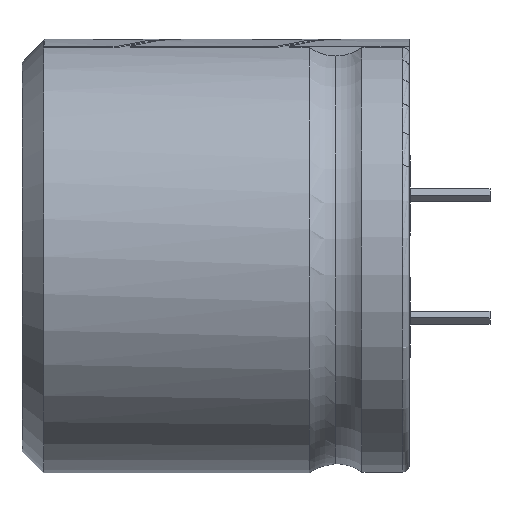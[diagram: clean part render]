
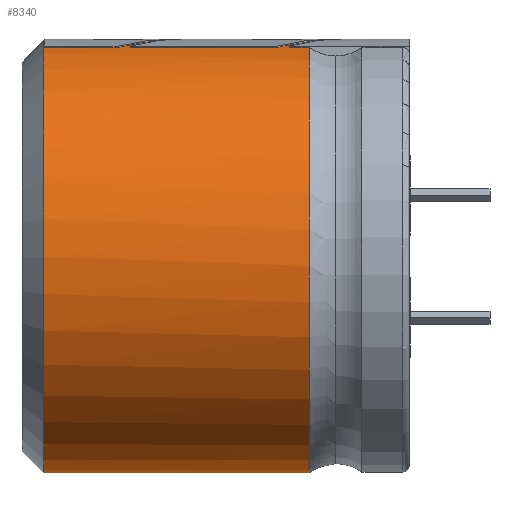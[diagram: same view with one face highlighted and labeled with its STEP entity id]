
A CAD part, left-side view. The second image highlights one B-rep face of the part: STEP entity #8340.
In plain terms, the highlighted cylindrical face has radius 17.65 mm (diameter 35.3 mm), a partial arc.
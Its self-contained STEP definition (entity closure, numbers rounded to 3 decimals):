
#78 = VERTEX_POINT ( 'NONE', #8157 ) ;
#178 = ORIENTED_EDGE ( 'NONE', *, *, #12984, .T. ) ;
#208 = LINE ( 'NONE', #2588, #9785 ) ;
#400 = FACE_OUTER_BOUND ( 'NONE', #1378, .T. ) ;
#426 = LINE ( 'NONE', #4069, #10257 ) ;
#565 = CARTESIAN_POINT ( 'NONE',  ( -4.463, 32.893, 17.077 ) ) ;
#587 = CARTESIAN_POINT ( 'NONE',  ( -4.463, 32.893, 17.077 ) ) ;
#809 = CARTESIAN_POINT ( 'NONE',  ( 0., 14.224, 17.65 ) ) ;
#881 = CARTESIAN_POINT ( 'NONE',  ( -4.463, 24.687, 17.077 ) ) ;
#1040 = DIRECTION ( 'NONE',  ( 0., 1., 0. ) ) ;
#1378 = EDGE_LOOP ( 'NONE', ( #1845, #3061, #6289, #13840, #14115, #15122, #14052, #4324, #1501, #3028, #13380, #14588, #178, #12750 ) ) ;
#1411 = DIRECTION ( 'NONE',  ( 0., 1., 0. ) ) ;
#1461 = VERTEX_POINT ( 'NONE', #7949 ) ;
#1501 = ORIENTED_EDGE ( 'NONE', *, *, #3106, .T. ) ;
#1632 = CIRCLE ( 'NONE', #13297, 17.65 ) ;
#1722 = CIRCLE ( 'NONE', #4764, 17.65 ) ;
#1845 = ORIENTED_EDGE ( 'NONE', *, *, #12895, .F. ) ;
#2338 = EDGE_CURVE ( 'NONE', #14257, #10060, #3930, .T. ) ;
#2588 = CARTESIAN_POINT ( 'NONE',  ( 0., 32.893, -17.65 ) ) ;
#2621 = CARTESIAN_POINT ( 'NONE',  ( 0., 13.224, 17.65 ) ) ;
#3028 = ORIENTED_EDGE ( 'NONE', *, *, #2338, .T. ) ;
#3035 = CARTESIAN_POINT ( 'NONE',  ( 0., 24.758, -17.65 ) ) ;
#3061 = ORIENTED_EDGE ( 'NONE', *, *, #8945, .T. ) ;
#3106 = EDGE_CURVE ( 'NONE', #3999, #14257, #6113, .T. ) ;
#3155 = CARTESIAN_POINT ( 'NONE',  ( -4.463, 3.075, 17.077 ) ) ;
#3414 =( BOUNDED_CURVE ( )  B_SPLINE_CURVE ( 3, ( #6662, #12644, #11234, #11311 ),
 .UNSPECIFIED., .F., .T. ) 
 B_SPLINE_CURVE_WITH_KNOTS ( ( 4, 4 ),
 ( 1.315, 1.409 ),
 .UNSPECIFIED. ) 
 CURVE ( )  GEOMETRIC_REPRESENTATION_ITEM ( )  RATIONAL_B_SPLINE_CURVE ( ( 1., 0.999, 0.999, 1. ) ) 
 REPRESENTATION_ITEM ( '' )  );
#3508 = CARTESIAN_POINT ( 'NONE',  ( -4.463, 4.687, 17.077 ) ) ;
#3586 = EDGE_CURVE ( 'NONE', #5409, #11212, #6377, .T. ) ;
#3619 = CARTESIAN_POINT ( 'NONE',  ( 0., 3.075, -17.65 ) ) ;
#3780 = CARTESIAN_POINT ( 'NONE',  ( -4.463, 5.687, 17.077 ) ) ;
#3794 = CARTESIAN_POINT ( 'NONE',  ( 0., 32.893, 0. ) ) ;
#3930 =( BOUNDED_CURVE ( )  B_SPLINE_CURVE ( 3, ( #809, #9527, #10817, #15497 ),
 .UNSPECIFIED., .F., .T. ) 
 B_SPLINE_CURVE_WITH_KNOTS ( ( 4, 4 ),
 ( 4.712, 4.968 ),
 .UNSPECIFIED. ) 
 CURVE ( )  GEOMETRIC_REPRESENTATION_ITEM ( )  RATIONAL_B_SPLINE_CURVE ( ( 1., 0.995, 0.995, 1. ) ) 
 REPRESENTATION_ITEM ( '' )  );
#3999 = VERTEX_POINT ( 'NONE', #11722 ) ;
#4069 = CARTESIAN_POINT ( 'NONE',  ( -4.463, 32.893, 17.077 ) ) ;
#4097 = CARTESIAN_POINT ( 'NONE',  ( 0., 24.758, 17.65 ) ) ;
#4324 = ORIENTED_EDGE ( 'NONE', *, *, #10282, .T. ) ;
#4541 = VERTEX_POINT ( 'NONE', #3619 ) ;
#4764 = AXIS2_PLACEMENT_3D ( 'NONE', #8952, #13796, #7756 ) ;
#4804 = CARTESIAN_POINT ( 'NONE',  ( 0., 32.893, 17.65 ) ) ;
#5059 = CARTESIAN_POINT ( 'NONE',  ( 0., 32.893, 17.65 ) ) ;
#5062 = EDGE_CURVE ( 'NONE', #10060, #14816, #426, .T. ) ;
#5150 = CARTESIAN_POINT ( 'NONE',  ( 0., 24.687, 0. ) ) ;
#5409 = VERTEX_POINT ( 'NONE', #3035 ) ;
#5418 = DIRECTION ( 'NONE',  ( 0., 1., 0. ) ) ;
#5756 = VERTEX_POINT ( 'NONE', #3780 ) ;
#6113 = LINE ( 'NONE', #5059, #7109 ) ;
#6289 = ORIENTED_EDGE ( 'NONE', *, *, #6466, .T. ) ;
#6295 = DIRECTION ( 'NONE',  ( 0., 0., -1. ) ) ;
#6377 = CIRCLE ( 'NONE', #15211, 17.65 ) ;
#6466 = EDGE_CURVE ( 'NONE', #7233, #6805, #11290, .T. ) ;
#6658 = CIRCLE ( 'NONE', #10411, 17.65 ) ;
#6662 = CARTESIAN_POINT ( 'NONE',  ( -4.463, 4.687, 17.077 ) ) ;
#6805 = VERTEX_POINT ( 'NONE', #3508 ) ;
#6974 = VECTOR ( 'NONE', #11449, 1000. ) ;
#7109 = VECTOR ( 'NONE', #11021, 1000. ) ;
#7233 = VERTEX_POINT ( 'NONE', #3155 ) ;
#7662 = DIRECTION ( 'NONE',  ( 0., 0., 1. ) ) ;
#7733 = LINE ( 'NONE', #587, #8900 ) ;
#7756 = DIRECTION ( 'NONE',  ( 0., 0., 1. ) ) ;
#7897 = CARTESIAN_POINT ( 'NONE',  ( 0., 3.075, 0. ) ) ;
#7949 = CARTESIAN_POINT ( 'NONE',  ( -1.851, 3.075, 17.553 ) ) ;
#8112 = CARTESIAN_POINT ( 'NONE',  ( 0., 24.758, 0. ) ) ;
#8157 = CARTESIAN_POINT ( 'NONE',  ( 0., 24.687, 17.65 ) ) ;
#8236 = VERTEX_POINT ( 'NONE', #14294 ) ;
#8340 = ADVANCED_FACE ( 'NONE', ( #400 ), #13488, .T. ) ;
#8350 = DIRECTION ( 'NONE',  ( 0., 0., 1. ) ) ;
#8544 = DIRECTION ( 'NONE',  ( 0., 1., 0. ) ) ;
#8644 = DIRECTION ( 'NONE',  ( 0., 0., 1. ) ) ;
#8729 = CARTESIAN_POINT ( 'NONE',  ( -1.851, 3.075, 17.553 ) ) ;
#8884 = DIRECTION ( 'NONE',  ( 0., 1., 0. ) ) ;
#8900 = VECTOR ( 'NONE', #11547, 1000. ) ;
#8945 = EDGE_CURVE ( 'NONE', #4541, #7233, #1722, .T. ) ;
#8952 = CARTESIAN_POINT ( 'NONE',  ( 0., 3.075, 0. ) ) ;
#9030 = VECTOR ( 'NONE', #13224, 1000. ) ;
#9527 = CARTESIAN_POINT ( 'NONE',  ( -1.508, 15.732, 17.65 ) ) ;
#9785 = VECTOR ( 'NONE', #8544, 1000. ) ;
#9812 = CARTESIAN_POINT ( 'NONE',  ( -3.004, 16.228, 17.458 ) ) ;
#10001 = CARTESIAN_POINT ( 'NONE',  ( -4.463, 5.687, 17.077 ) ) ;
#10052 = CARTESIAN_POINT ( 'NONE',  ( -4.463, 17.687, 17.077 ) ) ;
#10060 = VERTEX_POINT ( 'NONE', #12453 ) ;
#10129 = DIRECTION ( 'NONE',  ( 0., 1., 0. ) ) ;
#10257 = VECTOR ( 'NONE', #5418, 1000. ) ;
#10282 = EDGE_CURVE ( 'NONE', #14770, #3999, #14982, .T. ) ;
#10411 = AXIS2_PLACEMENT_3D ( 'NONE', #7897, #10129, #7662 ) ;
#10817 = CARTESIAN_POINT ( 'NONE',  ( -3.004, 17.228, 17.458 ) ) ;
#10851 = EDGE_CURVE ( 'NONE', #1461, #5756, #14800, .T. ) ;
#10960 = CARTESIAN_POINT ( 'NONE',  ( -2.733, 3.957, 17.46 ) ) ;
#10965 = EDGE_CURVE ( 'NONE', #14816, #78, #1632, .T. ) ;
#11021 = DIRECTION ( 'NONE',  ( 0., 1., 0. ) ) ;
#11212 = VERTEX_POINT ( 'NONE', #4097 ) ;
#11234 = CARTESIAN_POINT ( 'NONE',  ( -3.393, 3.618, 17.329 ) ) ;
#11290 = LINE ( 'NONE', #565, #6974 ) ;
#11311 = CARTESIAN_POINT ( 'NONE',  ( -2.851, 3.075, 17.418 ) ) ;
#11449 = DIRECTION ( 'NONE',  ( 0., 1., 0. ) ) ;
#11547 = DIRECTION ( 'NONE',  ( 0., 1., 0. ) ) ;
#11722 = CARTESIAN_POINT ( 'NONE',  ( 0., 13.224, 17.65 ) ) ;
#12453 = CARTESIAN_POINT ( 'NONE',  ( -4.463, 18.687, 17.077 ) ) ;
#12644 = CARTESIAN_POINT ( 'NONE',  ( -3.931, 4.155, 17.215 ) ) ;
#12750 = ORIENTED_EDGE ( 'NONE', *, *, #3586, .F. ) ;
#12895 = EDGE_CURVE ( 'NONE', #4541, #5409, #208, .T. ) ;
#12984 = EDGE_CURVE ( 'NONE', #78, #11212, #14504, .T. ) ;
#13224 = DIRECTION ( 'NONE',  ( 0., 1., 0. ) ) ;
#13297 = AXIS2_PLACEMENT_3D ( 'NONE', #5150, #1411, #6295 ) ;
#13380 = ORIENTED_EDGE ( 'NONE', *, *, #5062, .T. ) ;
#13421 = CARTESIAN_POINT ( 'NONE',  ( -3.605, 4.829, 17.301 ) ) ;
#13472 = CARTESIAN_POINT ( 'NONE',  ( -1.508, 14.732, 17.65 ) ) ;
#13488 = CYLINDRICAL_SURFACE ( 'NONE', #14661, 17.65 ) ;
#13796 = DIRECTION ( 'NONE',  ( 0., 1., 0. ) ) ;
#13840 = ORIENTED_EDGE ( 'NONE', *, *, #13867, .T. ) ;
#13867 = EDGE_CURVE ( 'NONE', #6805, #8236, #3414, .T. ) ;
#14052 = ORIENTED_EDGE ( 'NONE', *, *, #14772, .T. ) ;
#14115 = ORIENTED_EDGE ( 'NONE', *, *, #14766, .T. ) ;
#14257 = VERTEX_POINT ( 'NONE', #14370 ) ;
#14294 = CARTESIAN_POINT ( 'NONE',  ( -2.851, 3.075, 17.418 ) ) ;
#14370 = CARTESIAN_POINT ( 'NONE',  ( 0., 14.224, 17.65 ) ) ;
#14504 = LINE ( 'NONE', #4804, #9030 ) ;
#14588 = ORIENTED_EDGE ( 'NONE', *, *, #10965, .T. ) ;
#14661 = AXIS2_PLACEMENT_3D ( 'NONE', #3794, #8884, #8644 ) ;
#14665 = CARTESIAN_POINT ( 'NONE',  ( -4.463, 17.687, 17.077 ) ) ;
#14766 = EDGE_CURVE ( 'NONE', #8236, #1461, #6658, .T. ) ;
#14770 = VERTEX_POINT ( 'NONE', #10052 ) ;
#14772 = EDGE_CURVE ( 'NONE', #5756, #14770, #7733, .T. ) ;
#14800 =( BOUNDED_CURVE ( )  B_SPLINE_CURVE ( 3, ( #8729, #10960, #13421, #10001 ),
 .UNSPECIFIED., .F., .T. ) 
 B_SPLINE_CURVE_WITH_KNOTS ( ( 4, 4 ),
 ( 4.817, 4.968 ),
 .UNSPECIFIED. ) 
 CURVE ( )  GEOMETRIC_REPRESENTATION_ITEM ( )  RATIONAL_B_SPLINE_CURVE ( ( 1., 0.998, 0.998, 1. ) ) 
 REPRESENTATION_ITEM ( '' )  );
#14816 = VERTEX_POINT ( 'NONE', #881 ) ;
#14982 =( BOUNDED_CURVE ( )  B_SPLINE_CURVE ( 3, ( #14665, #9812, #13472, #2621 ),
 .UNSPECIFIED., .F., .T. ) 
 B_SPLINE_CURVE_WITH_KNOTS ( ( 4, 4 ),
 ( 1.315, 1.571 ),
 .UNSPECIFIED. ) 
 CURVE ( )  GEOMETRIC_REPRESENTATION_ITEM ( )  RATIONAL_B_SPLINE_CURVE ( ( 1., 0.995, 0.995, 1. ) ) 
 REPRESENTATION_ITEM ( '' )  );
#15122 = ORIENTED_EDGE ( 'NONE', *, *, #10851, .T. ) ;
#15211 = AXIS2_PLACEMENT_3D ( 'NONE', #8112, #1040, #8350 ) ;
#15497 = CARTESIAN_POINT ( 'NONE',  ( -4.463, 18.687, 17.077 ) ) ;
